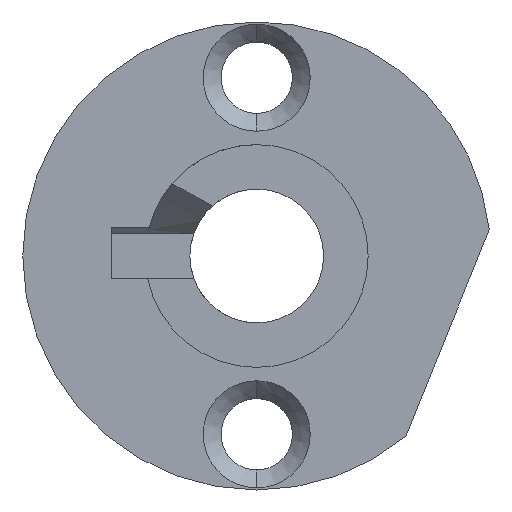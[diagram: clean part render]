
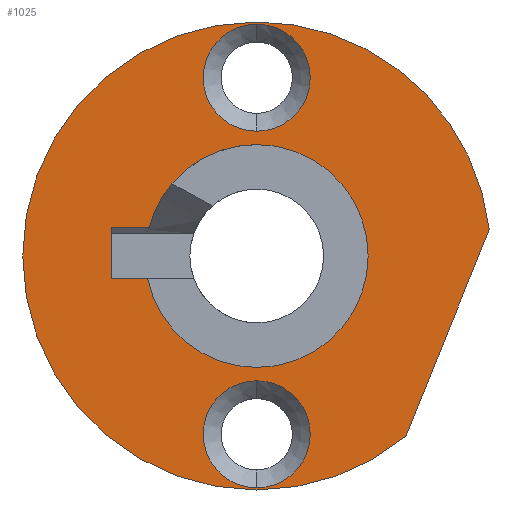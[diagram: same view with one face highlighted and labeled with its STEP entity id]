
A CAD part, left-side view. The second image highlights one B-rep face of the part: STEP entity #1025.
In plain terms, the highlighted planar face has unit normal (-1, 0, 0).
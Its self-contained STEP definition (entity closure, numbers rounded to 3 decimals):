
#21 = AXIS2_PLACEMENT_3D ( 'NONE', #373, #485, #710 ) ;
#30 = DIRECTION ( 'NONE',  ( 1., 0., 0. ) ) ;
#31 = EDGE_CURVE ( 'NONE', #185, #760, #293, .T. ) ;
#38 = DIRECTION ( 'NONE',  ( 1., 0., 0. ) ) ;
#45 = CARTESIAN_POINT ( 'NONE',  ( -2., 0., -10.4 ) ) ;
#46 = CARTESIAN_POINT ( 'NONE',  ( -2., 0., -8. ) ) ;
#48 = EDGE_CURVE ( 'NONE', #482, #1051, #243, .T. ) ;
#55 = CIRCLE ( 'NONE', #735, 2.4 ) ;
#62 = CARTESIAN_POINT ( 'NONE',  ( -2., 0., -10.5 ) ) ;
#63 = CIRCLE ( 'NONE', #21, 5. ) ;
#76 = VERTEX_POINT ( 'NONE', #674 ) ;
#86 = VERTEX_POINT ( 'NONE', #844 ) ;
#94 = EDGE_LOOP ( 'NONE', ( #1017, #779 ) ) ;
#104 = EDGE_LOOP ( 'NONE', ( #1037, #149, #242, #899 ) ) ;
#137 = CARTESIAN_POINT ( 'NONE',  ( -2., 0., 0. ) ) ;
#149 = ORIENTED_EDGE ( 'NONE', *, *, #202, .F. ) ;
#159 = DIRECTION ( 'NONE',  ( 1., 0., 0. ) ) ;
#160 = AXIS2_PLACEMENT_3D ( 'NONE', #671, #594, #1010 ) ;
#161 = CIRCLE ( 'NONE', #328, 2.4 ) ;
#173 = ORIENTED_EDGE ( 'NONE', *, *, #279, .T. ) ;
#185 = VERTEX_POINT ( 'NONE', #837 ) ;
#189 = CARTESIAN_POINT ( 'NONE',  ( -2., -3.046, -17.108 ) ) ;
#196 = CARTESIAN_POINT ( 'NONE',  ( -2., 0., 8. ) ) ;
#202 = EDGE_CURVE ( 'NONE', #760, #86, #208, .T. ) ;
#203 = DIRECTION ( 'NONE',  ( 0., 0., -1. ) ) ;
#204 = ORIENTED_EDGE ( 'NONE', *, *, #983, .T. ) ;
#208 = LINE ( 'NONE', #189, #258 ) ;
#218 = DIRECTION ( 'NONE',  ( 0., 0., -1. ) ) ;
#223 = CARTESIAN_POINT ( 'NONE',  ( -2., 0., -5.6 ) ) ;
#225 = LINE ( 'NONE', #901, #567 ) ;
#228 = FACE_BOUND ( 'NONE', #94, .T. ) ;
#242 = ORIENTED_EDGE ( 'NONE', *, *, #31, .F. ) ;
#243 = CIRCLE ( 'NONE', #592, 5. ) ;
#245 = CARTESIAN_POINT ( 'NONE',  ( -2., 6.528, 0. ) ) ;
#248 = EDGE_CURVE ( 'NONE', #76, #906, #343, .T. ) ;
#258 = VECTOR ( 'NONE', #282, 1000. ) ;
#261 = EDGE_CURVE ( 'NONE', #640, #965, #55, .T. ) ;
#264 = CIRCLE ( 'NONE', #1036, 10.5 ) ;
#279 = EDGE_CURVE ( 'NONE', #906, #76, #161, .T. ) ;
#282 = DIRECTION ( 'NONE',  ( 0., 0.375, -0.927 ) ) ;
#290 = EDGE_CURVE ( 'NONE', #86, #960, #437, .T. ) ;
#293 = CIRCLE ( 'NONE', #160, 10.5 ) ;
#295 = FACE_BOUND ( 'NONE', #487, .T. ) ;
#307 = FACE_BOUND ( 'NONE', #340, .T. ) ;
#311 = DIRECTION ( 'NONE',  ( -1., 0., 0. ) ) ;
#317 = CARTESIAN_POINT ( 'NONE',  ( -2., 0., 1.275 ) ) ;
#328 = AXIS2_PLACEMENT_3D ( 'NONE', #196, #951, #203 ) ;
#330 = DIRECTION ( 'NONE',  ( -1., 0., 0. ) ) ;
#334 = CARTESIAN_POINT ( 'NONE',  ( -2., 0., -5. ) ) ;
#340 = EDGE_LOOP ( 'NONE', ( #368, #173 ) ) ;
#343 = CIRCLE ( 'NONE', #383, 2.4 ) ;
#358 = CARTESIAN_POINT ( 'NONE',  ( -2., 4.899, -1. ) ) ;
#368 = ORIENTED_EDGE ( 'NONE', *, *, #248, .T. ) ;
#373 = CARTESIAN_POINT ( 'NONE',  ( -2., 0., 0. ) ) ;
#383 = AXIS2_PLACEMENT_3D ( 'NONE', #543, #38, #1043 ) ;
#397 = CARTESIAN_POINT ( 'NONE',  ( -2., -10.434, 1.177 ) ) ;
#398 = CARTESIAN_POINT ( 'NONE',  ( -2., 4.835, 1.275 ) ) ;
#399 = VERTEX_POINT ( 'NONE', #398 ) ;
#401 = LINE ( 'NONE', #317, #683 ) ;
#405 = CIRCLE ( 'NONE', #1057, 2.4 ) ;
#406 = PLANE ( 'NONE',  #1002 ) ;
#437 = CIRCLE ( 'NONE', #493, 10.5 ) ;
#449 = CARTESIAN_POINT ( 'NONE',  ( -2., 0., 5.6 ) ) ;
#461 = DIRECTION ( 'NONE',  ( 1., 0., 0. ) ) ;
#476 = DIRECTION ( 'NONE',  ( 0., 0., -1. ) ) ;
#482 = VERTEX_POINT ( 'NONE', #334 ) ;
#485 = DIRECTION ( 'NONE',  ( -1., 0., 0. ) ) ;
#487 = EDGE_LOOP ( 'NONE', ( #1071, #204, #952, #978, #995, #881 ) ) ;
#493 = AXIS2_PLACEMENT_3D ( 'NONE', #536, #461, #771 ) ;
#536 = CARTESIAN_POINT ( 'NONE',  ( -2., 0., 0. ) ) ;
#543 = CARTESIAN_POINT ( 'NONE',  ( -2., 0., 8. ) ) ;
#567 = VECTOR ( 'NONE', #715, 1000. ) ;
#570 = CARTESIAN_POINT ( 'NONE',  ( -2., 0., 0. ) ) ;
#571 = EDGE_CURVE ( 'NONE', #1081, #1044, #997, .T. ) ;
#575 = DIRECTION ( 'NONE',  ( 1., 0., 0. ) ) ;
#580 = DIRECTION ( 'NONE',  ( 0., 0., 1. ) ) ;
#592 = AXIS2_PLACEMENT_3D ( 'NONE', #1086, #330, #666 ) ;
#594 = DIRECTION ( 'NONE',  ( 1., 0., 0. ) ) ;
#629 = VERTEX_POINT ( 'NONE', #358 ) ;
#630 = CARTESIAN_POINT ( 'NONE',  ( -2., 6.528, 1.275 ) ) ;
#640 = VERTEX_POINT ( 'NONE', #45 ) ;
#655 = CARTESIAN_POINT ( 'NONE',  ( -2., 0., -8. ) ) ;
#666 = DIRECTION ( 'NONE',  ( 0., 0., -1. ) ) ;
#671 = CARTESIAN_POINT ( 'NONE',  ( -2., 0., 0. ) ) ;
#674 = CARTESIAN_POINT ( 'NONE',  ( -2., 0., 10.4 ) ) ;
#683 = VECTOR ( 'NONE', #991, 1000. ) ;
#702 = VECTOR ( 'NONE', #580, 1000. ) ;
#710 = DIRECTION ( 'NONE',  ( 0., 0., -1. ) ) ;
#715 = DIRECTION ( 'NONE',  ( 0., 1., 0. ) ) ;
#735 = AXIS2_PLACEMENT_3D ( 'NONE', #46, #30, #1029 ) ;
#739 = CIRCLE ( 'NONE', #831, 5. ) ;
#760 = VERTEX_POINT ( 'NONE', #397 ) ;
#762 = EDGE_CURVE ( 'NONE', #1051, #399, #63, .T. ) ;
#771 = DIRECTION ( 'NONE',  ( 0., 0., -1. ) ) ;
#779 = ORIENTED_EDGE ( 'NONE', *, *, #261, .T. ) ;
#822 = EDGE_CURVE ( 'NONE', #629, #1081, #225, .T. ) ;
#823 = CARTESIAN_POINT ( 'NONE',  ( -2., 6.528, -1. ) ) ;
#827 = FACE_OUTER_BOUND ( 'NONE', #104, .T. ) ;
#831 = AXIS2_PLACEMENT_3D ( 'NONE', #137, #311, #218 ) ;
#837 = CARTESIAN_POINT ( 'NONE',  ( -2., 0., 10.5 ) ) ;
#844 = CARTESIAN_POINT ( 'NONE',  ( -2., -6.688, -8.095 ) ) ;
#881 = ORIENTED_EDGE ( 'NONE', *, *, #822, .T. ) ;
#895 = CARTESIAN_POINT ( 'NONE',  ( -2., 0., 0. ) ) ;
#899 = ORIENTED_EDGE ( 'NONE', *, *, #1019, .F. ) ;
#900 = DIRECTION ( 'NONE',  ( 0., 0., -1. ) ) ;
#901 = CARTESIAN_POINT ( 'NONE',  ( -2., 0., -1. ) ) ;
#906 = VERTEX_POINT ( 'NONE', #449 ) ;
#951 = DIRECTION ( 'NONE',  ( 1., 0., 0. ) ) ;
#952 = ORIENTED_EDGE ( 'NONE', *, *, #762, .F. ) ;
#960 = VERTEX_POINT ( 'NONE', #62 ) ;
#965 = VERTEX_POINT ( 'NONE', #223 ) ;
#978 = ORIENTED_EDGE ( 'NONE', *, *, #48, .F. ) ;
#983 = EDGE_CURVE ( 'NONE', #1044, #399, #401, .T. ) ;
#987 = DIRECTION ( 'NONE',  ( 0., 0., -1. ) ) ;
#991 = DIRECTION ( 'NONE',  ( 0., -1., 0. ) ) ;
#995 = ORIENTED_EDGE ( 'NONE', *, *, #1063, .F. ) ;
#997 = LINE ( 'NONE', #245, #702 ) ;
#1002 = AXIS2_PLACEMENT_3D ( 'NONE', #570, #575, #900 ) ;
#1010 = DIRECTION ( 'NONE',  ( 0., 0., -1. ) ) ;
#1017 = ORIENTED_EDGE ( 'NONE', *, *, #1053, .T. ) ;
#1019 = EDGE_CURVE ( 'NONE', #960, #185, #264, .T. ) ;
#1025 = ADVANCED_FACE ( 'NONE', ( #307, #228, #827, #295 ), #406, .F. ) ;
#1029 = DIRECTION ( 'NONE',  ( 0., 0., -1. ) ) ;
#1036 = AXIS2_PLACEMENT_3D ( 'NONE', #895, #1064, #476 ) ;
#1037 = ORIENTED_EDGE ( 'NONE', *, *, #290, .F. ) ;
#1043 = DIRECTION ( 'NONE',  ( 0., 0., -1. ) ) ;
#1044 = VERTEX_POINT ( 'NONE', #630 ) ;
#1051 = VERTEX_POINT ( 'NONE', #1069 ) ;
#1053 = EDGE_CURVE ( 'NONE', #965, #640, #405, .T. ) ;
#1057 = AXIS2_PLACEMENT_3D ( 'NONE', #655, #159, #987 ) ;
#1063 = EDGE_CURVE ( 'NONE', #629, #482, #739, .T. ) ;
#1064 = DIRECTION ( 'NONE',  ( 1., 0., 0. ) ) ;
#1069 = CARTESIAN_POINT ( 'NONE',  ( -2., 0., 5. ) ) ;
#1071 = ORIENTED_EDGE ( 'NONE', *, *, #571, .T. ) ;
#1081 = VERTEX_POINT ( 'NONE', #823 ) ;
#1086 = CARTESIAN_POINT ( 'NONE',  ( -2., 0., 0. ) ) ;
